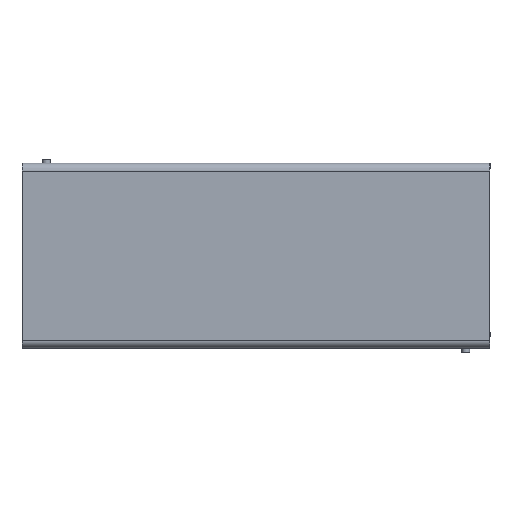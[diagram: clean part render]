
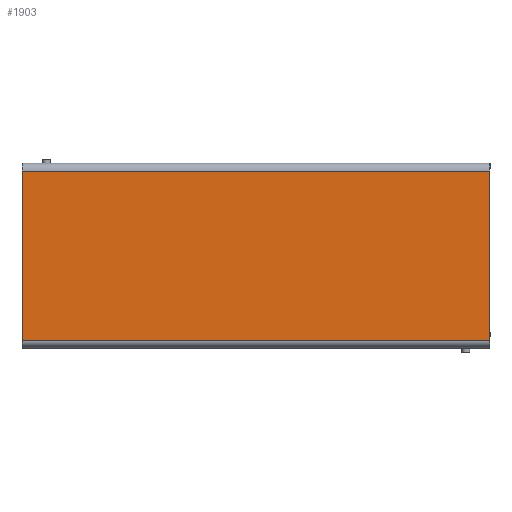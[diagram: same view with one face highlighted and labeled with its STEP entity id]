
A CAD part, top view. The second image highlights one B-rep face of the part: STEP entity #1903.
In plain terms, the highlighted planar face has unit normal (0, 0, 1).
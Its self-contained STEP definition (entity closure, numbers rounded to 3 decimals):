
#1836=CARTESIAN_POINT('',(2.921,1.056,2.438));
#1837=VERTEX_POINT('',#1836);
#1855=CARTESIAN_POINT('',(-2.921,1.056,2.438));
#1856=VERTEX_POINT('',#1855);
#1864=CARTESIAN_POINT('',(-2.921,1.056,2.438));
#1865=DIRECTION('',(1.0,0.0,0.0));
#1866=VECTOR('',#1865,5.842);
#1867=LINE('',#1864,#1866);
#1868=EDGE_CURVE('',#1856,#1837,#1867,.T.);
#1873=CARTESIAN_POINT('',(-2.921,-1.156,2.438));
#1874=DIRECTION('',(0.0,0.0,1.0));
#1875=DIRECTION('',(1.0,0.0,0.0));
#1876=AXIS2_PLACEMENT_3D('',#1873,#1874,#1875);
#1877=PLANE('',#1876);
#1878=ORIENTED_EDGE('',*,*,#1868,.F.);
#1879=CARTESIAN_POINT('',(-2.921,-1.056,2.438));
#1880=VERTEX_POINT('',#1879);
#1881=CARTESIAN_POINT('',(-2.921,1.056,2.438));
#1882=DIRECTION('',(0.0,-1.0,0.0));
#1883=VECTOR('',#1882,2.111);
#1884=LINE('',#1881,#1883);
#1885=EDGE_CURVE('',#1856,#1880,#1884,.T.);
#1886=ORIENTED_EDGE('',*,*,#1885,.T.);
#1887=CARTESIAN_POINT('',(2.921,-1.056,2.438));
#1888=VERTEX_POINT('',#1887);
#1889=CARTESIAN_POINT('',(2.921,-1.056,2.438));
#1890=DIRECTION('',(-1.0,0.0,0.0));
#1891=VECTOR('',#1890,5.842);
#1892=LINE('',#1889,#1891);
#1893=EDGE_CURVE('',#1888,#1880,#1892,.T.);
#1894=ORIENTED_EDGE('',*,*,#1893,.F.);
#1895=CARTESIAN_POINT('',(2.921,-1.056,2.438));
#1896=DIRECTION('',(0.0,1.0,0.0));
#1897=VECTOR('',#1896,2.111);
#1898=LINE('',#1895,#1897);
#1899=EDGE_CURVE('',#1888,#1837,#1898,.T.);
#1900=ORIENTED_EDGE('',*,*,#1899,.T.);
#1901=EDGE_LOOP('',(#1878,#1886,#1894,#1900));
#1902=FACE_OUTER_BOUND('',#1901,.T.);
#1903=ADVANCED_FACE('',(#1902),#1877,.T.);
